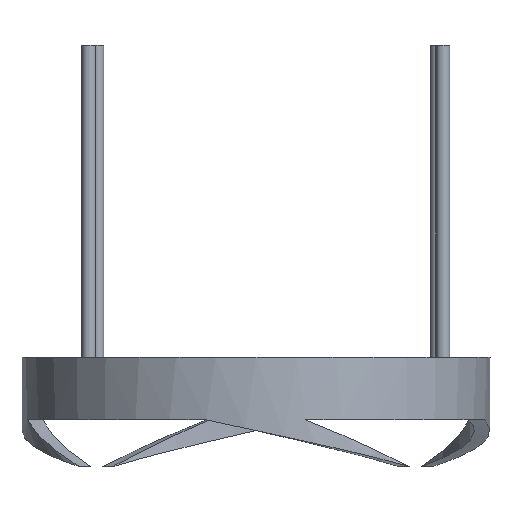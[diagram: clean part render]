
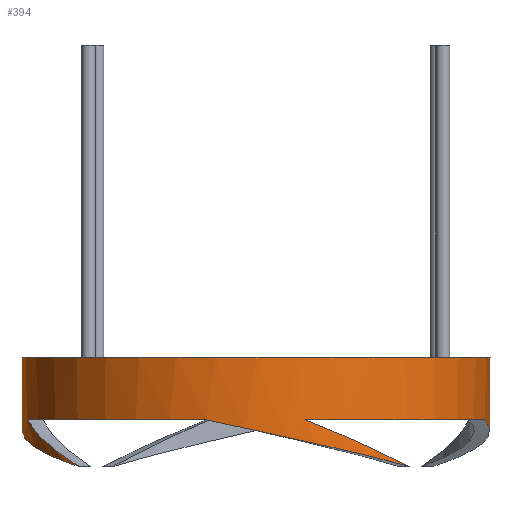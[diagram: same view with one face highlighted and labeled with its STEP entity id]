
A CAD part, front view. The second image highlights one B-rep face of the part: STEP entity #394.
In plain terms, the highlighted cylindrical face has radius 75 mm (diameter 150 mm), a full revolution.
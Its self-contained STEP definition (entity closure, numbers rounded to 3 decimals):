
#30=CYLINDRICAL_SURFACE('',#444,75.);
#36=B_SPLINE_CURVE_WITH_KNOTS('',3,(#634,#635,#636,#637,#638),
 .UNSPECIFIED.,.F.,.F.,(4,1,4),(0.,0.286,0.5),
 .UNSPECIFIED.);
#38=B_SPLINE_CURVE_WITH_KNOTS('',3,(#670,#671,#672,#673,#674,#675),
 .UNSPECIFIED.,.F.,.F.,(4,1,1,4),(0.,0.398,0.663,
0.929),.UNSPECIFIED.);
#40=B_SPLINE_CURVE_WITH_KNOTS('',3,(#703,#704,#705,#706,#707),
 .UNSPECIFIED.,.F.,.F.,(4,1,4),(0.,0.286,0.5),
 .UNSPECIFIED.);
#42=B_SPLINE_CURVE_WITH_KNOTS('',3,(#739,#740,#741,#742,#743,#744),
 .UNSPECIFIED.,.F.,.F.,(4,1,1,4),(0.,0.398,0.663,
0.929),.UNSPECIFIED.);
#44=B_SPLINE_CURVE_WITH_KNOTS('',3,(#772,#773,#774,#775,#776),
 .UNSPECIFIED.,.F.,.F.,(4,1,4),(0.,0.286,0.5),
 .UNSPECIFIED.);
#46=B_SPLINE_CURVE_WITH_KNOTS('',3,(#808,#809,#810,#811,#812,#813),
 .UNSPECIFIED.,.F.,.F.,(4,1,1,4),(0.,0.398,0.663,
0.929),.UNSPECIFIED.);
#50=B_SPLINE_CURVE_WITH_KNOTS('',3,(#837,#838,#839,#840,#841,#842),
 .UNSPECIFIED.,.F.,.F.,(4,1,1,4),(0.214,0.398,0.663,
0.929),.UNSPECIFIED.);
#51=B_SPLINE_CURVE_WITH_KNOTS('',3,(#843,#844,#845,#846,#847),
 .UNSPECIFIED.,.F.,.F.,(4,1,4),(0.,0.286,0.5),
 .UNSPECIFIED.);
#52=B_SPLINE_CURVE_WITH_KNOTS('',3,(#848,#849,#850,#851),.UNSPECIFIED.,
 .F.,.F.,(4,4),(0.,0.214),.UNSPECIFIED.);
#74=FACE_OUTER_BOUND('',#102,.T.);
#102=EDGE_LOOP('',(#319,#320,#321,#322,#323,#324,#325,#326,#327,#328,#329,
#330,#331,#332,#333,#334));
#118=CIRCLE('',#430,75.);
#119=CIRCLE('',#432,75.);
#122=CIRCLE('',#436,75.);
#123=CIRCLE('',#438,75.);
#125=CIRCLE('',#441,75.);
#147=LINE('',#835,#165);
#165=VECTOR('',#516,70.);
#172=VERTEX_POINT('',#568);
#174=VERTEX_POINT('',#572);
#176=VERTEX_POINT('',#577);
#177=VERTEX_POINT('',#579);
#180=VERTEX_POINT('',#586);
#182=VERTEX_POINT('',#590);
#184=VERTEX_POINT('',#595);
#185=VERTEX_POINT('',#597);
#187=VERTEX_POINT('',#603);
#190=VERTEX_POINT('',#633);
#192=VERTEX_POINT('',#702);
#194=VERTEX_POINT('',#771);
#197=VERTEX_POINT('',#834);
#198=VERTEX_POINT('',#836);
#210=EDGE_CURVE('',#172,#174,#118,.T.);
#212=EDGE_CURVE('',#177,#176,#119,.T.);
#218=EDGE_CURVE('',#180,#182,#122,.T.);
#220=EDGE_CURVE('',#185,#184,#123,.T.);
#223=EDGE_CURVE('',#187,#187,#125,.T.);
#226=EDGE_CURVE('',#177,#190,#36,.T.);
#229=EDGE_CURVE('',#182,#190,#38,.T.);
#231=EDGE_CURVE('',#185,#192,#40,.T.);
#234=EDGE_CURVE('',#192,#174,#42,.T.);
#236=EDGE_CURVE('',#172,#194,#44,.T.);
#239=EDGE_CURVE('',#176,#194,#46,.T.);
#244=EDGE_CURVE('',#187,#197,#147,.T.);
#245=EDGE_CURVE('',#197,#198,#50,.T.);
#246=EDGE_CURVE('',#180,#198,#51,.T.);
#247=EDGE_CURVE('',#184,#197,#52,.T.);
#319=ORIENTED_EDGE('',*,*,#223,.F.);
#320=ORIENTED_EDGE('',*,*,#244,.T.);
#321=ORIENTED_EDGE('',*,*,#245,.T.);
#322=ORIENTED_EDGE('',*,*,#246,.F.);
#323=ORIENTED_EDGE('',*,*,#218,.T.);
#324=ORIENTED_EDGE('',*,*,#229,.T.);
#325=ORIENTED_EDGE('',*,*,#226,.F.);
#326=ORIENTED_EDGE('',*,*,#212,.T.);
#327=ORIENTED_EDGE('',*,*,#239,.T.);
#328=ORIENTED_EDGE('',*,*,#236,.F.);
#329=ORIENTED_EDGE('',*,*,#210,.T.);
#330=ORIENTED_EDGE('',*,*,#234,.F.);
#331=ORIENTED_EDGE('',*,*,#231,.F.);
#332=ORIENTED_EDGE('',*,*,#220,.T.);
#333=ORIENTED_EDGE('',*,*,#247,.T.);
#334=ORIENTED_EDGE('',*,*,#244,.F.);
#394=ADVANCED_FACE('',(#74),#30,.T.);
#430=AXIS2_PLACEMENT_3D('',#574,#476,#477);
#432=AXIS2_PLACEMENT_3D('',#580,#481,#482);
#436=AXIS2_PLACEMENT_3D('',#592,#492,#493);
#438=AXIS2_PLACEMENT_3D('',#598,#497,#498);
#441=AXIS2_PLACEMENT_3D('',#604,#504,#505);
#444=AXIS2_PLACEMENT_3D('',#833,#514,#515);
#476=DIRECTION('center_axis',(0.,0.,1.));
#477=DIRECTION('ref_axis',(1.,0.,0.));
#481=DIRECTION('center_axis',(0.,0.,1.));
#482=DIRECTION('ref_axis',(1.,0.,0.));
#492=DIRECTION('center_axis',(0.,0.,1.));
#493=DIRECTION('ref_axis',(1.,0.,0.));
#497=DIRECTION('center_axis',(0.,0.,1.));
#498=DIRECTION('ref_axis',(1.,0.,0.));
#504=DIRECTION('center_axis',(0.,0.,1.));
#505=DIRECTION('ref_axis',(1.,0.,0.));
#514=DIRECTION('center_axis',(0.,0.,1.));
#515=DIRECTION('ref_axis',(1.,0.,0.));
#516=DIRECTION('',(0.,0.,-1.));
#568=CARTESIAN_POINT('',(73.285,15.949,20.));
#572=CARTESIAN_POINT('',(15.949,73.285,20.));
#574=CARTESIAN_POINT('Origin',(0.,0.,20.));
#577=CARTESIAN_POINT('',(73.285,-15.949,20.));
#579=CARTESIAN_POINT('',(15.949,-73.285,20.));
#580=CARTESIAN_POINT('Origin',(0.,0.,20.));
#586=CARTESIAN_POINT('',(-73.285,-15.949,20.));
#590=CARTESIAN_POINT('',(-15.949,-73.285,20.));
#592=CARTESIAN_POINT('Origin',(0.,0.,20.));
#595=CARTESIAN_POINT('',(-73.285,15.949,20.));
#597=CARTESIAN_POINT('',(-15.949,73.285,20.));
#598=CARTESIAN_POINT('Origin',(0.,0.,20.));
#603=CARTESIAN_POINT('',(-75.,0.,40.));
#604=CARTESIAN_POINT('Origin',(0.,0.,40.));
#633=CARTESIAN_POINT('',(49.131,-56.667,4.999));
#634=CARTESIAN_POINT('Ctrl Pts',(15.949,-73.285,20.));
#635=CARTESIAN_POINT('Ctrl Pts',(22.928,-71.766,17.143));
#636=CARTESIAN_POINT('Ctrl Pts',(34.758,-67.35,12.142));
#637=CARTESIAN_POINT('Ctrl Pts',(45.083,-60.177,7.142));
#638=CARTESIAN_POINT('Ctrl Pts',(49.131,-56.667,4.999));
#670=CARTESIAN_POINT('Ctrl Pts',(-15.949,-73.285,20.));
#671=CARTESIAN_POINT('Ctrl Pts',(-6.227,-75.4,17.857));
#672=CARTESIAN_POINT('Ctrl Pts',(10.68,-75.656,14.285));
#673=CARTESIAN_POINT('Ctrl Pts',(32.938,-68.36,9.285));
#674=CARTESIAN_POINT('Ctrl Pts',(44.119,-61.012,6.428));
#675=CARTESIAN_POINT('Ctrl Pts',(49.131,-56.667,4.999));
#702=CARTESIAN_POINT('',(-49.131,56.667,4.999));
#703=CARTESIAN_POINT('Ctrl Pts',(-15.949,73.285,20.));
#704=CARTESIAN_POINT('Ctrl Pts',(-22.928,71.766,17.143));
#705=CARTESIAN_POINT('Ctrl Pts',(-34.758,67.35,12.142));
#706=CARTESIAN_POINT('Ctrl Pts',(-45.083,60.177,7.142));
#707=CARTESIAN_POINT('Ctrl Pts',(-49.131,56.667,4.999));
#739=CARTESIAN_POINT('Ctrl Pts',(-49.131,56.667,4.999));
#740=CARTESIAN_POINT('Ctrl Pts',(-41.614,63.185,7.142));
#741=CARTESIAN_POINT('Ctrl Pts',(-26.899,71.515,10.714));
#742=CARTESIAN_POINT('Ctrl Pts',(-3.868,75.783,15.714));
#743=CARTESIAN_POINT('Ctrl Pts',(9.468,74.695,18.571));
#744=CARTESIAN_POINT('Ctrl Pts',(15.949,73.285,20.));
#771=CARTESIAN_POINT('',(56.667,49.131,4.999));
#772=CARTESIAN_POINT('Ctrl Pts',(73.285,15.949,20.));
#773=CARTESIAN_POINT('Ctrl Pts',(71.766,22.928,17.143));
#774=CARTESIAN_POINT('Ctrl Pts',(67.35,34.758,12.142));
#775=CARTESIAN_POINT('Ctrl Pts',(60.177,45.083,7.142));
#776=CARTESIAN_POINT('Ctrl Pts',(56.667,49.131,4.999));
#808=CARTESIAN_POINT('Ctrl Pts',(73.285,-15.949,20.));
#809=CARTESIAN_POINT('Ctrl Pts',(75.4,-6.227,17.857));
#810=CARTESIAN_POINT('Ctrl Pts',(75.656,10.68,14.285));
#811=CARTESIAN_POINT('Ctrl Pts',(68.36,32.938,9.285));
#812=CARTESIAN_POINT('Ctrl Pts',(61.012,44.119,6.428));
#813=CARTESIAN_POINT('Ctrl Pts',(56.667,49.131,4.999));
#833=CARTESIAN_POINT('Origin',(0.,0.,0.));
#834=CARTESIAN_POINT('',(-74.995,0.,16.538));
#835=CARTESIAN_POINT('',(-75.,0.,0.));
#836=CARTESIAN_POINT('',(-56.667,-49.131,4.999));
#837=CARTESIAN_POINT('Ctrl Pts',(-74.995,0.,
16.538));
#838=CARTESIAN_POINT('Ctrl Pts',(-74.995,-4.592,15.549));
#839=CARTESIAN_POINT('Ctrl Pts',(-73.972,-15.816,13.131));
#840=CARTESIAN_POINT('Ctrl Pts',(-68.36,-32.938,9.285));
#841=CARTESIAN_POINT('Ctrl Pts',(-61.012,-44.119,6.428));
#842=CARTESIAN_POINT('Ctrl Pts',(-56.667,-49.131,4.999));
#843=CARTESIAN_POINT('Ctrl Pts',(-73.285,-15.949,20.));
#844=CARTESIAN_POINT('Ctrl Pts',(-71.766,-22.928,17.143));
#845=CARTESIAN_POINT('Ctrl Pts',(-67.35,-34.758,12.142));
#846=CARTESIAN_POINT('Ctrl Pts',(-60.177,-45.083,7.142));
#847=CARTESIAN_POINT('Ctrl Pts',(-56.667,-49.131,4.999));
#848=CARTESIAN_POINT('Ctrl Pts',(-73.285,15.949,20.));
#849=CARTESIAN_POINT('Ctrl Pts',(-74.424,10.714,18.846));
#850=CARTESIAN_POINT('Ctrl Pts',(-74.994,5.357,17.692));
#851=CARTESIAN_POINT('Ctrl Pts',(-74.995,0.,
16.538));
